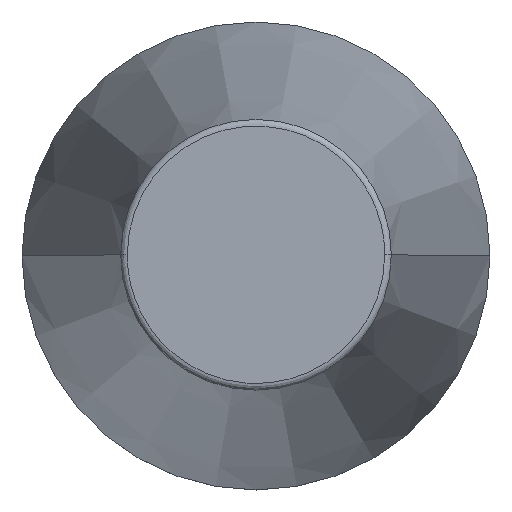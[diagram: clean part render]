
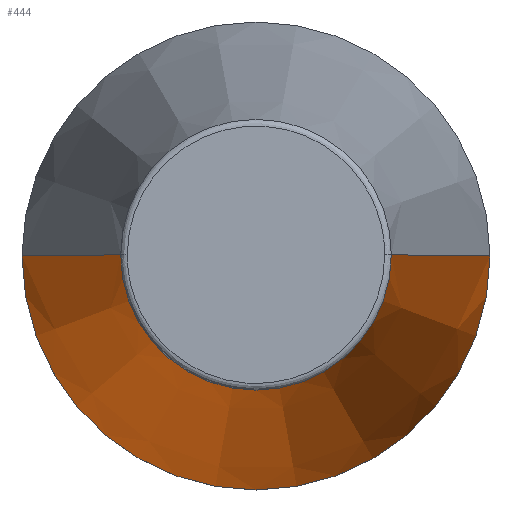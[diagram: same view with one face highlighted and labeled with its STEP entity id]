
A CAD part, top view. The second image highlights one B-rep face of the part: STEP entity #444.
In plain terms, the highlighted conical face has half-angle 8.297 degrees and reference radius 34.925 mm.
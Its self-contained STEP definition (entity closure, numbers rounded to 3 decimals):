
#40 = ORIENTED_EDGE ( 'NONE', *, *, #373, .T. ) ;
#53 = ORIENTED_EDGE ( 'NONE', *, *, #223, .F. ) ;
#64 = DIRECTION ( 'NONE',  ( 0., 0., -1. ) ) ;
#67 = ORIENTED_EDGE ( 'NONE', *, *, #359, .T. ) ;
#76 = CIRCLE ( 'NONE', #225, 20.204 ) ;
#79 = DIRECTION ( 'NONE',  ( -1., 0., 0. ) ) ;
#82 = CARTESIAN_POINT ( 'NONE',  ( 0., 0., 350. ) ) ;
#84 = CARTESIAN_POINT ( 'NONE',  ( 34.925, 0., 350. ) ) ;
#89 = CIRCLE ( 'NONE', #424, 34.925 ) ;
#97 = CARTESIAN_POINT ( 'NONE',  ( -34.925, 0., 350. ) ) ;
#98 = VECTOR ( 'NONE', #103, 1000. ) ;
#99 = CARTESIAN_POINT ( 'NONE',  ( 34.925, 0., 350. ) ) ;
#103 = DIRECTION ( 'NONE',  ( 0.144, 0., -0.99 ) ) ;
#106 = CARTESIAN_POINT ( 'NONE',  ( -20.204, 0., 450.944 ) ) ;
#118 = DIRECTION ( 'NONE',  ( -0.144, 0., -0.99 ) ) ;
#130 = DIRECTION ( 'NONE',  ( 0., -1., 0. ) ) ;
#134 = DIRECTION ( 'NONE',  ( 0., 0., -1. ) ) ;
#136 = CARTESIAN_POINT ( 'NONE',  ( 0., 0., 350. ) ) ;
#140 = DIRECTION ( 'NONE',  ( -1., 0., 0. ) ) ;
#143 = DIRECTION ( 'NONE',  ( 0., 0., -1. ) ) ;
#147 = CARTESIAN_POINT ( 'NONE',  ( 0., 0., 450.944 ) ) ;
#155 = CARTESIAN_POINT ( 'NONE',  ( -34.925, 0., 350. ) ) ;
#170 = DIRECTION ( 'NONE',  ( 0., -1., 0. ) ) ;
#173 = DIRECTION ( 'NONE',  ( 0., 0., -1. ) ) ;
#174 = VERTEX_POINT ( 'NONE', #257 ) ;
#182 = VERTEX_POINT ( 'NONE', #255 ) ;
#195 = AXIS2_PLACEMENT_3D ( 'NONE', #82, #64, #79 ) ;
#196 = VECTOR ( 'NONE', #118, 1000. ) ;
#223 = EDGE_CURVE ( 'NONE', #174, #301, #89, .T. ) ;
#225 = AXIS2_PLACEMENT_3D ( 'NONE', #147, #143, #140 ) ;
#226 = LINE ( 'NONE', #155, #196 ) ;
#238 = EDGE_CURVE ( 'NONE', #443, #174, #440, .T. ) ;
#255 = CARTESIAN_POINT ( 'NONE',  ( 20.204, 0., 450.944 ) ) ;
#257 = CARTESIAN_POINT ( 'NONE',  ( 0., -34.925, 350. ) ) ;
#265 = EDGE_LOOP ( 'NONE', ( #380, #67, #40, #53, #344 ) ) ;
#289 = FACE_OUTER_BOUND ( 'NONE', #265, .T. ) ;
#293 = VERTEX_POINT ( 'NONE', #106 ) ;
#301 = VERTEX_POINT ( 'NONE', #97 ) ;
#304 = CARTESIAN_POINT ( 'NONE',  ( 0., 0., 350. ) ) ;
#316 = CONICAL_SURFACE ( 'NONE', #195, 34.925, 0.145 ) ;
#344 = ORIENTED_EDGE ( 'NONE', *, *, #238, .F. ) ;
#359 = EDGE_CURVE ( 'NONE', #182, #293, #76, .T. ) ;
#373 = EDGE_CURVE ( 'NONE', #293, #301, #226, .T. ) ;
#380 = ORIENTED_EDGE ( 'NONE', *, *, #430, .F. ) ;
#413 = AXIS2_PLACEMENT_3D ( 'NONE', #136, #134, #130 ) ;
#423 = LINE ( 'NONE', #99, #98 ) ;
#424 = AXIS2_PLACEMENT_3D ( 'NONE', #304, #173, #170 ) ;
#430 = EDGE_CURVE ( 'NONE', #182, #443, #423, .T. ) ;
#440 = CIRCLE ( 'NONE', #413, 34.925 ) ;
#443 = VERTEX_POINT ( 'NONE', #84 ) ;
#444 = ADVANCED_FACE ( 'NONE', ( #289 ), #316, .T. ) ;
